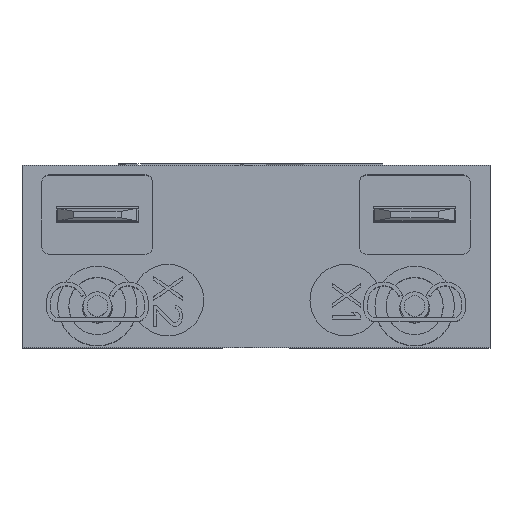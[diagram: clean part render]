
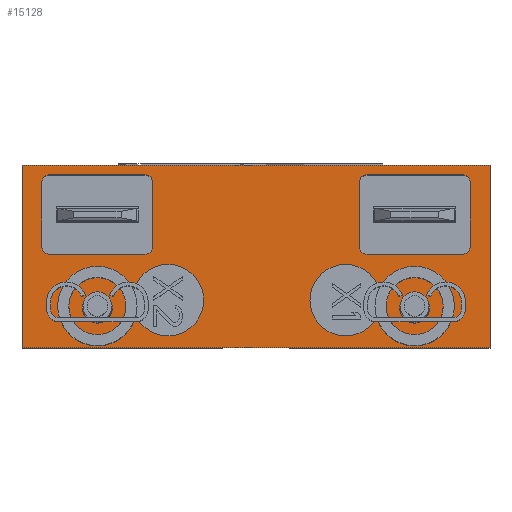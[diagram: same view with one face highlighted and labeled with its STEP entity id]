
A CAD part, top view. The second image highlights one B-rep face of the part: STEP entity #15128.
In plain terms, the highlighted planar face has unit normal (0, 0, 1).
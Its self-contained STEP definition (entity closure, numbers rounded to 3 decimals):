
#2067=DIRECTION('',(0.,-1.,0.));
#2068=VECTOR('',#2067,11.5);
#2069=CARTESIAN_POINT('',(-14.75,11.5,18.8));
#2070=LINE('',#2069,#2068);
#2071=DIRECTION('',(-1.,0.,0.));
#2072=VECTOR('',#2071,29.5);
#2073=CARTESIAN_POINT('',(14.75,11.5,18.8));
#2074=LINE('',#2073,#2072);
#2075=DIRECTION('',(0.,1.,0.));
#2076=VECTOR('',#2075,11.5);
#2077=CARTESIAN_POINT('',(14.75,0.,18.8));
#2078=LINE('',#2077,#2076);
#2079=DIRECTION('',(1.,0.,0.));
#2080=VECTOR('',#2079,29.5);
#2081=CARTESIAN_POINT('',(-14.75,0.,18.8));
#2082=LINE('',#2081,#2080);
#2083=CARTESIAN_POINT('',(-10.,2.5,18.8));
#2084=DIRECTION('',(0.,0.,1.));
#2085=DIRECTION('',(1.,0.,0.));
#2086=AXIS2_PLACEMENT_3D('',#2083,#2084,#2085);
#2088=CARTESIAN_POINT('',(-10.,2.5,18.8));
#2089=DIRECTION('',(0.,0.,1.));
#2090=DIRECTION('',(-1.,0.,0.));
#2091=AXIS2_PLACEMENT_3D('',#2088,#2089,#2090);
#2093=CARTESIAN_POINT('',(10.,2.5,18.8));
#2094=DIRECTION('',(0.,0.,1.));
#2095=DIRECTION('',(1.,0.,0.));
#2096=AXIS2_PLACEMENT_3D('',#2093,#2094,#2095);
#2098=CARTESIAN_POINT('',(10.,2.5,18.8));
#2099=DIRECTION('',(0.,0.,1.));
#2100=DIRECTION('',(-1.,0.,0.));
#2101=AXIS2_PLACEMENT_3D('',#2098,#2099,#2100);
#2103=CARTESIAN_POINT('',(-5.55,3.,18.8));
#2104=DIRECTION('',(0.,0.,1.));
#2105=DIRECTION('',(1.,0.,0.));
#2106=AXIS2_PLACEMENT_3D('',#2103,#2104,#2105);
#2108=CARTESIAN_POINT('',(-5.55,3.,18.8));
#2109=DIRECTION('',(0.,0.,1.));
#2110=DIRECTION('',(-1.,0.,0.));
#2111=AXIS2_PLACEMENT_3D('',#2108,#2109,#2110);
#2113=CARTESIAN_POINT('',(5.65,3.,18.8));
#2114=DIRECTION('',(0.,0.,1.));
#2115=DIRECTION('',(1.,0.,0.));
#2116=AXIS2_PLACEMENT_3D('',#2113,#2114,#2115);
#2118=CARTESIAN_POINT('',(5.65,3.,18.8));
#2119=DIRECTION('',(0.,0.,1.));
#2120=DIRECTION('',(-1.,0.,0.));
#2121=AXIS2_PLACEMENT_3D('',#2118,#2119,#2120);
#2123=CARTESIAN_POINT('',(-13.,10.4,18.8));
#2124=DIRECTION('',(0.,0.,1.));
#2125=DIRECTION('',(0.,1.,0.));
#2126=AXIS2_PLACEMENT_3D('',#2123,#2124,#2125);
#2128=DIRECTION('',(0.,-1.,0.));
#2129=VECTOR('',#2128,4.);
#2130=CARTESIAN_POINT('',(-13.5,10.4,18.8));
#2131=LINE('',#2130,#2129);
#2132=CARTESIAN_POINT('',(-13.,6.4,18.8));
#2133=DIRECTION('',(0.,0.,1.));
#2134=DIRECTION('',(-1.,0.,0.));
#2135=AXIS2_PLACEMENT_3D('',#2132,#2133,#2134);
#2137=DIRECTION('',(1.,0.,0.));
#2138=VECTOR('',#2137,6.);
#2139=CARTESIAN_POINT('',(-13.,5.9,18.8));
#2140=LINE('',#2139,#2138);
#2141=CARTESIAN_POINT('',(-7.,6.4,18.8));
#2142=DIRECTION('',(0.,0.,1.));
#2143=DIRECTION('',(0.,-1.,0.));
#2144=AXIS2_PLACEMENT_3D('',#2141,#2142,#2143);
#2146=DIRECTION('',(0.,1.,0.));
#2147=VECTOR('',#2146,4.);
#2148=CARTESIAN_POINT('',(-6.5,6.4,18.8));
#2149=LINE('',#2148,#2147);
#2150=CARTESIAN_POINT('',(-7.,10.4,18.8));
#2151=DIRECTION('',(0.,0.,1.));
#2152=DIRECTION('',(1.,0.,0.));
#2153=AXIS2_PLACEMENT_3D('',#2150,#2151,#2152);
#2155=DIRECTION('',(-1.,0.,0.));
#2156=VECTOR('',#2155,6.);
#2157=CARTESIAN_POINT('',(-7.,10.9,18.8));
#2158=LINE('',#2157,#2156);
#2159=DIRECTION('',(-1.,0.,0.));
#2160=VECTOR('',#2159,6.);
#2161=CARTESIAN_POINT('',(13.,10.9,18.8));
#2162=LINE('',#2161,#2160);
#2163=CARTESIAN_POINT('',(7.,10.4,18.8));
#2164=DIRECTION('',(0.,0.,1.));
#2165=DIRECTION('',(0.,1.,0.));
#2166=AXIS2_PLACEMENT_3D('',#2163,#2164,#2165);
#2168=DIRECTION('',(0.,-1.,0.));
#2169=VECTOR('',#2168,4.);
#2170=CARTESIAN_POINT('',(6.5,10.4,18.8));
#2171=LINE('',#2170,#2169);
#2172=CARTESIAN_POINT('',(7.,6.4,18.8));
#2173=DIRECTION('',(0.,0.,1.));
#2174=DIRECTION('',(-1.,0.,0.));
#2175=AXIS2_PLACEMENT_3D('',#2172,#2173,#2174);
#2177=DIRECTION('',(1.,0.,0.));
#2178=VECTOR('',#2177,6.);
#2179=CARTESIAN_POINT('',(7.,5.9,18.8));
#2180=LINE('',#2179,#2178);
#2181=CARTESIAN_POINT('',(13.,6.4,18.8));
#2182=DIRECTION('',(0.,0.,1.));
#2183=DIRECTION('',(0.,-1.,0.));
#2184=AXIS2_PLACEMENT_3D('',#2181,#2182,#2183);
#2186=DIRECTION('',(0.,1.,0.));
#2187=VECTOR('',#2186,4.);
#2188=CARTESIAN_POINT('',(13.5,6.4,18.8));
#2189=LINE('',#2188,#2187);
#2190=CARTESIAN_POINT('',(13.,10.4,18.8));
#2191=DIRECTION('',(0.,0.,1.));
#2192=DIRECTION('',(1.,0.,0.));
#2193=AXIS2_PLACEMENT_3D('',#2190,#2191,#2192);
#10354=CARTESIAN_POINT('',(-14.75,11.5,18.8));
#10355=CARTESIAN_POINT('',(-14.75,0.,18.8));
#10356=VERTEX_POINT('',#10354);
#10357=VERTEX_POINT('',#10355);
#10358=CARTESIAN_POINT('',(14.75,0.,18.8));
#10359=VERTEX_POINT('',#10358);
#10360=CARTESIAN_POINT('',(14.75,11.5,18.8));
#10361=VERTEX_POINT('',#10360);
#10362=CARTESIAN_POINT('',(-9.05,2.5,18.8));
#10363=CARTESIAN_POINT('',(-10.95,2.5,18.8));
#10364=VERTEX_POINT('',#10362);
#10365=VERTEX_POINT('',#10363);
#10366=CARTESIAN_POINT('',(10.95,2.5,18.8));
#10367=CARTESIAN_POINT('',(9.05,2.5,18.8));
#10368=VERTEX_POINT('',#10366);
#10369=VERTEX_POINT('',#10367);
#10378=CARTESIAN_POINT('',(-3.3,3.,18.8));
#10379=CARTESIAN_POINT('',(-7.8,3.,18.8));
#10380=VERTEX_POINT('',#10378);
#10381=VERTEX_POINT('',#10379);
#10382=CARTESIAN_POINT('',(7.9,3.,18.8));
#10383=CARTESIAN_POINT('',(3.4,3.,18.8));
#10384=VERTEX_POINT('',#10382);
#10385=VERTEX_POINT('',#10383);
#10654=CARTESIAN_POINT('',(-13.,10.9,18.8));
#10655=CARTESIAN_POINT('',(-13.5,10.4,18.8));
#10656=VERTEX_POINT('',#10654);
#10657=VERTEX_POINT('',#10655);
#10658=CARTESIAN_POINT('',(-13.5,6.4,18.8));
#10659=VERTEX_POINT('',#10658);
#10660=CARTESIAN_POINT('',(-13.,5.9,18.8));
#10661=VERTEX_POINT('',#10660);
#10662=CARTESIAN_POINT('',(-7.,5.9,18.8));
#10663=VERTEX_POINT('',#10662);
#10664=CARTESIAN_POINT('',(-6.5,6.4,18.8));
#10665=VERTEX_POINT('',#10664);
#10666=CARTESIAN_POINT('',(-6.5,10.4,18.8));
#10667=VERTEX_POINT('',#10666);
#10668=CARTESIAN_POINT('',(-7.,10.9,18.8));
#10669=VERTEX_POINT('',#10668);
#10670=CARTESIAN_POINT('',(13.,10.9,18.8));
#10671=CARTESIAN_POINT('',(7.,10.9,18.8));
#10672=VERTEX_POINT('',#10670);
#10673=VERTEX_POINT('',#10671);
#10674=CARTESIAN_POINT('',(6.5,10.4,18.8));
#10675=VERTEX_POINT('',#10674);
#10676=CARTESIAN_POINT('',(6.5,6.4,18.8));
#10677=VERTEX_POINT('',#10676);
#10678=CARTESIAN_POINT('',(7.,5.9,18.8));
#10679=VERTEX_POINT('',#10678);
#10680=CARTESIAN_POINT('',(13.,5.9,18.8));
#10681=VERTEX_POINT('',#10680);
#10682=CARTESIAN_POINT('',(13.5,6.4,18.8));
#10683=VERTEX_POINT('',#10682);
#10684=CARTESIAN_POINT('',(13.5,10.4,18.8));
#10685=VERTEX_POINT('',#10684);
#15058=CARTESIAN_POINT('',(0.,0.,18.8));
#15059=DIRECTION('',(0.,0.,1.));
#15060=DIRECTION('',(1.,0.,0.));
#15061=AXIS2_PLACEMENT_3D('',#15058,#15059,#15060);
#15062=PLANE('',#15061);
#15063=ORIENTED_EDGE('',*,*,#14615,.F.);
#15064=ORIENTED_EDGE('',*,*,#13705,.F.);
#15066=ORIENTED_EDGE('',*,*,#15065,.F.);
#15067=ORIENTED_EDGE('',*,*,#14634,.F.);
#15068=EDGE_LOOP('',(#15063,#15064,#15066,#15067));
#15069=FACE_OUTER_BOUND('',#15068,.F.);
#15070=ORIENTED_EDGE('',*,*,#15038,.T.);
#15071=ORIENTED_EDGE('',*,*,#15052,.T.);
#15072=EDGE_LOOP('',(#15070,#15071));
#15073=FACE_BOUND('',#15072,.F.);
#15075=ORIENTED_EDGE('',*,*,#15074,.T.);
#15077=ORIENTED_EDGE('',*,*,#15076,.T.);
#15078=EDGE_LOOP('',(#15075,#15077));
#15079=FACE_BOUND('',#15078,.F.);
#15081=ORIENTED_EDGE('',*,*,#15080,.T.);
#15083=ORIENTED_EDGE('',*,*,#15082,.T.);
#15084=EDGE_LOOP('',(#15081,#15083));
#15085=FACE_BOUND('',#15084,.F.);
#15087=ORIENTED_EDGE('',*,*,#15086,.T.);
#15089=ORIENTED_EDGE('',*,*,#15088,.T.);
#15090=EDGE_LOOP('',(#15087,#15089));
#15091=FACE_BOUND('',#15090,.F.);
#15093=ORIENTED_EDGE('',*,*,#15092,.T.);
#15095=ORIENTED_EDGE('',*,*,#15094,.T.);
#15097=ORIENTED_EDGE('',*,*,#15096,.T.);
#15099=ORIENTED_EDGE('',*,*,#15098,.T.);
#15101=ORIENTED_EDGE('',*,*,#15100,.T.);
#15103=ORIENTED_EDGE('',*,*,#15102,.T.);
#15105=ORIENTED_EDGE('',*,*,#15104,.T.);
#15107=ORIENTED_EDGE('',*,*,#15106,.T.);
#15108=EDGE_LOOP('',(#15093,#15095,#15097,#15099,#15101,#15103,#15105,#15107));
#15109=FACE_BOUND('',#15108,.F.);
#15111=ORIENTED_EDGE('',*,*,#15110,.T.);
#15113=ORIENTED_EDGE('',*,*,#15112,.T.);
#15115=ORIENTED_EDGE('',*,*,#15114,.T.);
#15117=ORIENTED_EDGE('',*,*,#15116,.T.);
#15119=ORIENTED_EDGE('',*,*,#15118,.T.);
#15121=ORIENTED_EDGE('',*,*,#15120,.T.);
#15123=ORIENTED_EDGE('',*,*,#15122,.T.);
#15125=ORIENTED_EDGE('',*,*,#15124,.T.);
#15126=EDGE_LOOP('',(#15111,#15113,#15115,#15117,#15119,#15121,#15123,#15125));
#15127=FACE_BOUND('',#15126,.F.);
#15128=ADVANCED_FACE('',(#15069,#15073,#15079,#15085,#15091,#15109,#15127),
#15062,.T.);
#2087=CIRCLE('',#2086,0.95);
#2092=CIRCLE('',#2091,0.95);
#2097=CIRCLE('',#2096,0.95);
#2102=CIRCLE('',#2101,0.95);
#2107=CIRCLE('',#2106,2.25);
#2112=CIRCLE('',#2111,2.25);
#2117=CIRCLE('',#2116,2.25);
#2122=CIRCLE('',#2121,2.25);
#2127=CIRCLE('',#2126,0.5);
#2136=CIRCLE('',#2135,0.5);
#2145=CIRCLE('',#2144,0.5);
#2154=CIRCLE('',#2153,0.5);
#2167=CIRCLE('',#2166,0.5);
#2176=CIRCLE('',#2175,0.5);
#2185=CIRCLE('',#2184,0.5);
#2194=CIRCLE('',#2193,0.5);
#13705=EDGE_CURVE('',#10361,#10356,#2074,.T.);
#14615=EDGE_CURVE('',#10356,#10357,#2070,.T.);
#14634=EDGE_CURVE('',#10357,#10359,#2082,.T.);
#15038=EDGE_CURVE('',#10364,#10365,#2087,.T.);
#15052=EDGE_CURVE('',#10365,#10364,#2092,.T.);
#15065=EDGE_CURVE('',#10359,#10361,#2078,.T.);
#15074=EDGE_CURVE('',#10368,#10369,#2097,.T.);
#15076=EDGE_CURVE('',#10369,#10368,#2102,.T.);
#15080=EDGE_CURVE('',#10380,#10381,#2107,.T.);
#15082=EDGE_CURVE('',#10381,#10380,#2112,.T.);
#15086=EDGE_CURVE('',#10384,#10385,#2117,.T.);
#15088=EDGE_CURVE('',#10385,#10384,#2122,.T.);
#15092=EDGE_CURVE('',#10656,#10657,#2127,.T.);
#15094=EDGE_CURVE('',#10657,#10659,#2131,.T.);
#15096=EDGE_CURVE('',#10659,#10661,#2136,.T.);
#15098=EDGE_CURVE('',#10661,#10663,#2140,.T.);
#15100=EDGE_CURVE('',#10663,#10665,#2145,.T.);
#15102=EDGE_CURVE('',#10665,#10667,#2149,.T.);
#15104=EDGE_CURVE('',#10667,#10669,#2154,.T.);
#15106=EDGE_CURVE('',#10669,#10656,#2158,.T.);
#15110=EDGE_CURVE('',#10672,#10673,#2162,.T.);
#15112=EDGE_CURVE('',#10673,#10675,#2167,.T.);
#15114=EDGE_CURVE('',#10675,#10677,#2171,.T.);
#15116=EDGE_CURVE('',#10677,#10679,#2176,.T.);
#15118=EDGE_CURVE('',#10679,#10681,#2180,.T.);
#15120=EDGE_CURVE('',#10681,#10683,#2185,.T.);
#15122=EDGE_CURVE('',#10683,#10685,#2189,.T.);
#15124=EDGE_CURVE('',#10685,#10672,#2194,.T.);
